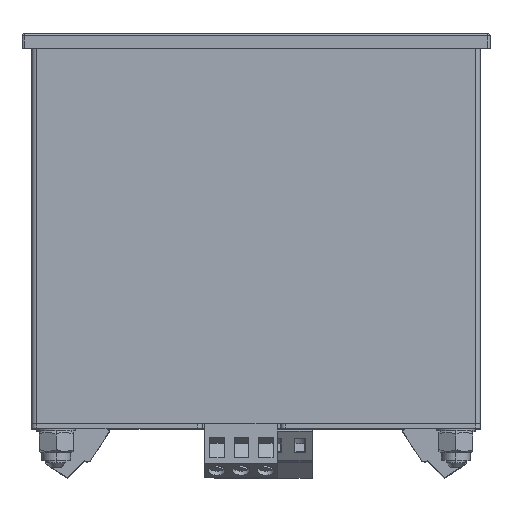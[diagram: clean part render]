
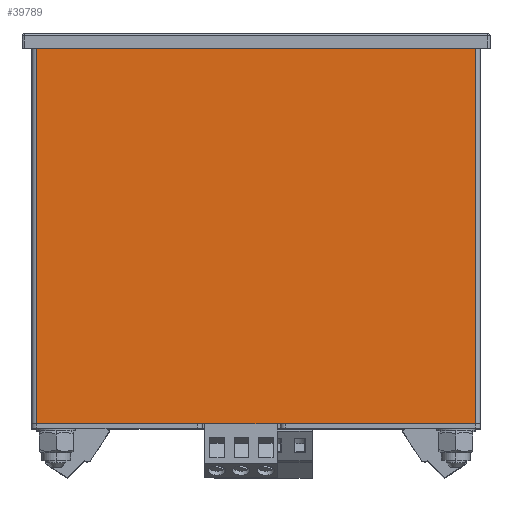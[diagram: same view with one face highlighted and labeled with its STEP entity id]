
A CAD part, top view. The second image highlights one B-rep face of the part: STEP entity #39789.
In plain terms, the highlighted planar face has unit normal (0, 0, 1).
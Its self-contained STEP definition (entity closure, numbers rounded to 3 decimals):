
#39672=CARTESIAN_POINT('',(45.,0.,46.));
#39673=VERTEX_POINT('',#39672);
#39674=CARTESIAN_POINT('',(-45.,0.,46.));
#39675=VERTEX_POINT('',#39674);
#39676=CARTESIAN_POINT('',(45.,0.,46.));
#39677=DIRECTION('',(-1.,0.,0.));
#39678=VECTOR('',#39677,90.);
#39679=LINE('',#39676,#39678);
#39680=EDGE_CURVE('',#39673,#39675,#39679,.T.);
#39759=CARTESIAN_POINT('',(46.,-77.,46.));
#39760=DIRECTION('',(0.,0.,-1.));
#39761=DIRECTION('',(-1.,0.,0.));
#39762=AXIS2_PLACEMENT_3D('',#39759,#39760,#39761);
#39763=PLANE('',#39762);
#39764=CARTESIAN_POINT('',(45.,-77.,46.));
#39765=VERTEX_POINT('',#39764);
#39766=CARTESIAN_POINT('',(-45.,-77.,46.));
#39767=VERTEX_POINT('',#39766);
#39768=CARTESIAN_POINT('',(45.,-77.,46.));
#39769=DIRECTION('',(-1.,0.,0.));
#39770=VECTOR('',#39769,90.);
#39771=LINE('',#39768,#39770);
#39772=EDGE_CURVE('',#39765,#39767,#39771,.T.);
#39773=ORIENTED_EDGE('',*,*,#39772,.F.);
#39774=CARTESIAN_POINT('',(45.,-77.,46.));
#39775=DIRECTION('',(0.,1.,0.));
#39776=VECTOR('',#39775,77.);
#39777=LINE('',#39774,#39776);
#39778=EDGE_CURVE('',#39765,#39673,#39777,.T.);
#39779=ORIENTED_EDGE('',*,*,#39778,.T.);
#39780=ORIENTED_EDGE('',*,*,#39680,.T.);
#39781=CARTESIAN_POINT('',(-45.,0.,46.));
#39782=DIRECTION('',(-0.,-1.,-0.));
#39783=VECTOR('',#39782,77.);
#39784=LINE('',#39781,#39783);
#39785=EDGE_CURVE('',#39675,#39767,#39784,.T.);
#39786=ORIENTED_EDGE('',*,*,#39785,.T.);
#39787=EDGE_LOOP('',(#39773,#39779,#39780,#39786));
#39788=FACE_BOUND('',#39787,.T.);
#39789=ADVANCED_FACE('',(#39788),#39763,.F.);
